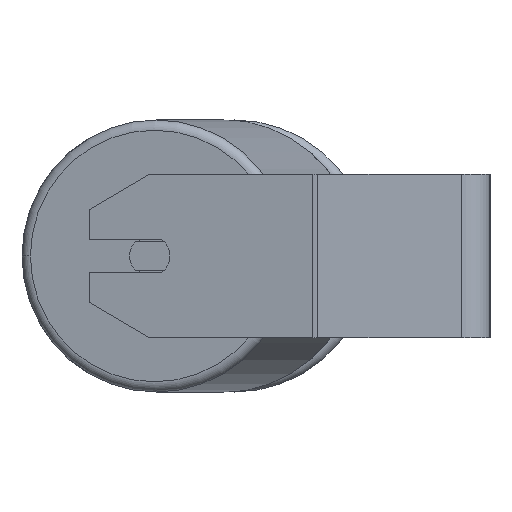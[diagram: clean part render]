
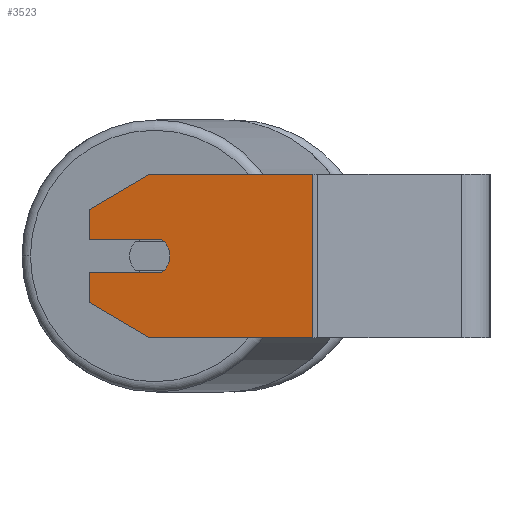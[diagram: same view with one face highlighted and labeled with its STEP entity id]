
A CAD part, left-side view. The second image highlights one B-rep face of the part: STEP entity #3523.
In plain terms, the highlighted planar face has unit normal (-0.985, 0.174, 0).
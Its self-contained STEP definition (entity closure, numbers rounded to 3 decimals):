
#75 = VERTEX_POINT ( 'NONE', #3202 ) ;
#126 = CARTESIAN_POINT ( 'NONE',  ( -340.521, 195.865, 22.679 ) ) ;
#140 = CARTESIAN_POINT ( 'NONE',  ( -340.521, 195.865, 40. ) ) ;
#183 = DIRECTION ( 'NONE',  ( 0.985, -0.174, 0. ) ) ;
#297 = CARTESIAN_POINT ( 'NONE',  ( -340.521, 195.865, 8. ) ) ;
#311 = DIRECTION ( 'NONE',  ( 0.174, 0.985, 0. ) ) ;
#319 = LINE ( 'NONE', #6891, #8388 ) ;
#345 = DIRECTION ( 'NONE',  ( 0., 0., -1. ) ) ;
#441 = ORIENTED_EDGE ( 'NONE', *, *, #6694, .T. ) ;
#524 = CARTESIAN_POINT ( 'NONE',  ( -340.521, 195.865, 22.679 ) ) ;
#629 = EDGE_CURVE ( 'NONE', #2029, #5240, #7630, .T. ) ;
#692 = CARTESIAN_POINT ( 'NONE',  ( -345.731, 166.321, 40. ) ) ;
#887 = LINE ( 'NONE', #8084, #2601 ) ;
#1010 = LINE ( 'NONE', #6937, #1666 ) ;
#1035 = CARTESIAN_POINT ( 'NONE',  ( -359.787, 86.602, 40. ) ) ;
#1168 = CARTESIAN_POINT ( 'NONE',  ( -347.467, 156.473, 0. ) ) ;
#1295 = DIRECTION ( 'NONE',  ( 0.15, 0.853, -0.5 ) ) ;
#1509 = EDGE_CURVE ( 'NONE', #2747, #75, #887, .T. ) ;
#1666 = VECTOR ( 'NONE', #1780, 1000. ) ;
#1732 = ORIENTED_EDGE ( 'NONE', *, *, #2061, .F. ) ;
#1740 = DIRECTION ( 'NONE',  ( 0., 0., -1. ) ) ;
#1780 = DIRECTION ( 'NONE',  ( -0.174, -0.985, 0. ) ) ;
#1860 = CARTESIAN_POINT ( 'NONE',  ( -340.521, 195.865, 40. ) ) ;
#1884 = VECTOR ( 'NONE', #1740, 1000. ) ;
#1947 = ORIENTED_EDGE ( 'NONE', *, *, #2128, .F. ) ;
#2005 = DIRECTION ( 'NONE',  ( 0., 0., -1. ) ) ;
#2029 = VERTEX_POINT ( 'NONE', #6371 ) ;
#2061 = EDGE_CURVE ( 'NONE', #4678, #7030, #5647, .T. ) ;
#2128 = EDGE_CURVE ( 'NONE', #6733, #2029, #1010, .T. ) ;
#2137 = VECTOR ( 'NONE', #345, 1000. ) ;
#2228 = CARTESIAN_POINT ( 'NONE',  ( -345.731, 166.321, -40. ) ) ;
#2417 = CIRCLE ( 'NONE', #4719, 10. ) ;
#2601 = VECTOR ( 'NONE', #3573, 1000. ) ;
#2653 = VERTEX_POINT ( 'NONE', #126 ) ;
#2678 = CARTESIAN_POINT ( 'NONE',  ( -340.521, 195.865, 40. ) ) ;
#2747 = VERTEX_POINT ( 'NONE', #2228 ) ;
#2855 = VERTEX_POINT ( 'NONE', #6265 ) ;
#2925 = DIRECTION ( 'NONE',  ( -0.15, -0.853, -0.5 ) ) ;
#2998 = ORIENTED_EDGE ( 'NONE', *, *, #1509, .T. ) ;
#3057 = EDGE_CURVE ( 'NONE', #2653, #7030, #8390, .T. ) ;
#3202 = CARTESIAN_POINT ( 'NONE',  ( -359.787, 86.602, -40. ) ) ;
#3265 = AXIS2_PLACEMENT_3D ( 'NONE', #3995, #7195, #7363 ) ;
#3393 = EDGE_CURVE ( 'NONE', #8364, #2855, #7862, .T. ) ;
#3523 = ADVANCED_FACE ( 'NONE', ( #5463 ), #7306, .F. ) ;
#3573 = DIRECTION ( 'NONE',  ( -0.174, -0.985, 0. ) ) ;
#3607 = DIRECTION ( 'NONE',  ( -0.985, 0.174, 0. ) ) ;
#3900 = ORIENTED_EDGE ( 'NONE', *, *, #8306, .T. ) ;
#3989 = VECTOR ( 'NONE', #1295, 1000. ) ;
#3995 = CARTESIAN_POINT ( 'NONE',  ( -345.731, 166.321, 0. ) ) ;
#4456 = ORIENTED_EDGE ( 'NONE', *, *, #3393, .F. ) ;
#4678 = VERTEX_POINT ( 'NONE', #7461 ) ;
#4719 = AXIS2_PLACEMENT_3D ( 'NONE', #7446, #3607, #6892 ) ;
#4787 = VECTOR ( 'NONE', #2005, 1000. ) ;
#4938 = VECTOR ( 'NONE', #7261, 1000. ) ;
#4972 = ORIENTED_EDGE ( 'NONE', *, *, #5561, .F. ) ;
#5122 = LINE ( 'NONE', #1860, #1884 ) ;
#5221 = EDGE_CURVE ( 'NONE', #8364, #2653, #8365, .T. ) ;
#5240 = VERTEX_POINT ( 'NONE', #1168 ) ;
#5340 = AXIS2_PLACEMENT_3D ( 'NONE', #140, #183, #311 ) ;
#5463 = FACE_OUTER_BOUND ( 'NONE', #7209, .T. ) ;
#5499 = LINE ( 'NONE', #1035, #2137 ) ;
#5561 = EDGE_CURVE ( 'NONE', #2855, #75, #5499, .T. ) ;
#5647 = LINE ( 'NONE', #8160, #8320 ) ;
#5803 = ORIENTED_EDGE ( 'NONE', *, *, #5221, .T. ) ;
#6265 = CARTESIAN_POINT ( 'NONE',  ( -359.787, 86.602, 40. ) ) ;
#6276 = ORIENTED_EDGE ( 'NONE', *, *, #7754, .F. ) ;
#6371 = CARTESIAN_POINT ( 'NONE',  ( -346.773, 160.412, -8. ) ) ;
#6666 = ORIENTED_EDGE ( 'NONE', *, *, #629, .F. ) ;
#6694 = EDGE_CURVE ( 'NONE', #7191, #2747, #319, .T. ) ;
#6733 = VERTEX_POINT ( 'NONE', #8433 ) ;
#6891 = CARTESIAN_POINT ( 'NONE',  ( -345.731, 166.321, -40. ) ) ;
#6892 = DIRECTION ( 'NONE',  ( -0.174, -0.985, 0. ) ) ;
#6937 = CARTESIAN_POINT ( 'NONE',  ( -346.773, 160.412, -8. ) ) ;
#7030 = VERTEX_POINT ( 'NONE', #297 ) ;
#7155 = CARTESIAN_POINT ( 'NONE',  ( -340.521, 195.865, -22.679 ) ) ;
#7191 = VERTEX_POINT ( 'NONE', #7155 ) ;
#7195 = DIRECTION ( 'NONE',  ( -0.985, 0.174, 0. ) ) ;
#7209 = EDGE_LOOP ( 'NONE', ( #6666, #1947, #3900, #441, #2998, #4972, #4456, #5803, #8185, #1732, #6276 ) ) ;
#7221 = CARTESIAN_POINT ( 'NONE',  ( -340.521, 195.865, 40. ) ) ;
#7261 = DIRECTION ( 'NONE',  ( -0.174, -0.985, 0. ) ) ;
#7306 = PLANE ( 'NONE',  #5340 ) ;
#7363 = DIRECTION ( 'NONE',  ( -0.174, -0.985, 0. ) ) ;
#7446 = CARTESIAN_POINT ( 'NONE',  ( -345.731, 166.321, 0. ) ) ;
#7461 = CARTESIAN_POINT ( 'NONE',  ( -346.773, 160.412, 8. ) ) ;
#7530 = DIRECTION ( 'NONE',  ( 0.174, 0.985, 0. ) ) ;
#7630 = CIRCLE ( 'NONE', #3265, 10. ) ;
#7754 = EDGE_CURVE ( 'NONE', #5240, #4678, #2417, .T. ) ;
#7862 = LINE ( 'NONE', #7221, #4938 ) ;
#8084 = CARTESIAN_POINT ( 'NONE',  ( -340.521, 195.865, -40. ) ) ;
#8160 = CARTESIAN_POINT ( 'NONE',  ( -346.773, 160.412, 8. ) ) ;
#8185 = ORIENTED_EDGE ( 'NONE', *, *, #3057, .T. ) ;
#8306 = EDGE_CURVE ( 'NONE', #6733, #7191, #5122, .T. ) ;
#8320 = VECTOR ( 'NONE', #7530, 1000. ) ;
#8364 = VERTEX_POINT ( 'NONE', #692 ) ;
#8365 = LINE ( 'NONE', #524, #3989 ) ;
#8388 = VECTOR ( 'NONE', #2925, 1000. ) ;
#8390 = LINE ( 'NONE', #2678, #4787 ) ;
#8433 = CARTESIAN_POINT ( 'NONE',  ( -340.521, 195.865, -8. ) ) ;
